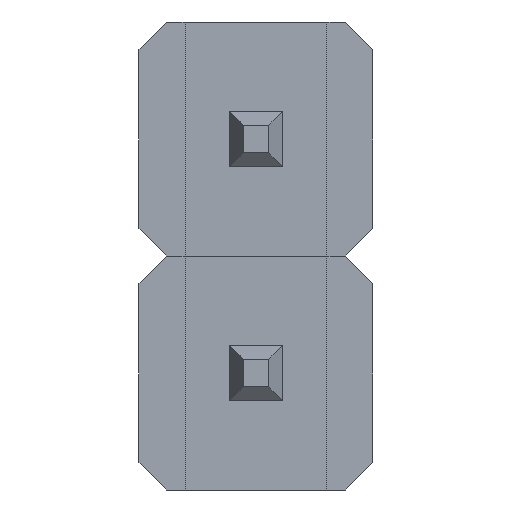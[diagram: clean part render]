
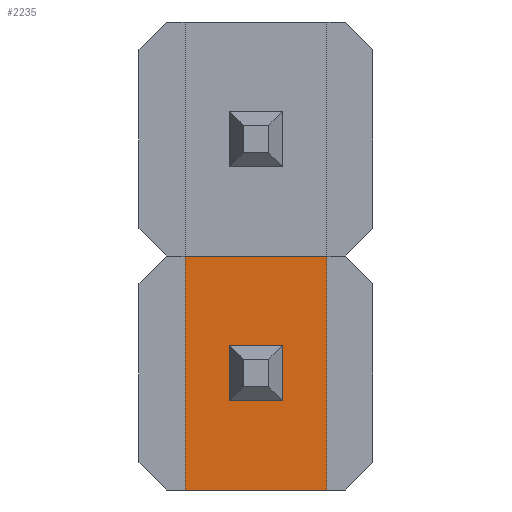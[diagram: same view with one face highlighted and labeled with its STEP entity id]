
A CAD part, front view. The second image highlights one B-rep face of the part: STEP entity #2235.
In plain terms, the highlighted planar face has unit normal (0, -1, 0).
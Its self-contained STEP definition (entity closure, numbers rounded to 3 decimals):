
#25 = VERTEX_POINT ( 'NONE', #1515 ) ;
#150 = EDGE_CURVE ( 'NONE', #209, #2260, #1011, .T. ) ;
#197 = VECTOR ( 'NONE', #1134, 1000. ) ;
#209 = VERTEX_POINT ( 'NONE', #2181 ) ;
#257 = VERTEX_POINT ( 'NONE', #1186 ) ;
#351 = EDGE_CURVE ( 'NONE', #2328, #1629, #2141, .T. ) ;
#366 = EDGE_CURVE ( 'NONE', #257, #2322, #1009, .T. ) ;
#377 = CARTESIAN_POINT ( 'NONE',  ( 0.5, 0.44, -2.54 ) ) ;
#395 = ORIENTED_EDGE ( 'NONE', *, *, #351, .T. ) ;
#398 = CARTESIAN_POINT ( 'NONE',  ( 1.559, 0.44, -1.57 ) ) ;
#456 = VECTOR ( 'NONE', #1067, 1000. ) ;
#536 = DIRECTION ( 'NONE',  ( 0., 0., -1. ) ) ;
#579 = CARTESIAN_POINT ( 'NONE',  ( 1.559, 0.44, -0.97 ) ) ;
#605 = LINE ( 'NONE', #1457, #1740 ) ;
#634 = CARTESIAN_POINT ( 'NONE',  ( 1.559, 0.44, 0. ) ) ;
#647 = DIRECTION ( 'NONE',  ( 0., 0., 1. ) ) ;
#656 = DIRECTION ( 'NONE',  ( 0., 1., 0. ) ) ;
#658 = CARTESIAN_POINT ( 'NONE',  ( 2.04, 0.44, 0. ) ) ;
#690 = PLANE ( 'NONE',  #2182 ) ;
#775 = FACE_BOUND ( 'NONE', #1945, .T. ) ;
#863 = VECTOR ( 'NONE', #536, 1000. ) ;
#890 = DIRECTION ( 'NONE',  ( 0., 0., 1. ) ) ;
#891 = EDGE_CURVE ( 'NONE', #1629, #209, #1802, .T. ) ;
#979 = ORIENTED_EDGE ( 'NONE', *, *, #2536, .T. ) ;
#1009 = LINE ( 'NONE', #1079, #2075 ) ;
#1011 = LINE ( 'NONE', #2719, #1594 ) ;
#1018 = DIRECTION ( 'NONE',  ( -1., 0., 0. ) ) ;
#1029 = CARTESIAN_POINT ( 'NONE',  ( 2.04, 0.44, 0. ) ) ;
#1050 = CARTESIAN_POINT ( 'NONE',  ( 2.04, 0.44, -1.57 ) ) ;
#1054 = DIRECTION ( 'NONE',  ( 0., 0., -1. ) ) ;
#1067 = DIRECTION ( 'NONE',  ( -1., 0., 0. ) ) ;
#1079 = CARTESIAN_POINT ( 'NONE',  ( 0.5, 0.44, 0. ) ) ;
#1134 = DIRECTION ( 'NONE',  ( 0., 0., 1. ) ) ;
#1186 = CARTESIAN_POINT ( 'NONE',  ( 0.5, 0.44, 0. ) ) ;
#1192 = CARTESIAN_POINT ( 'NONE',  ( 0.981, 0.44, 0. ) ) ;
#1193 = VERTEX_POINT ( 'NONE', #1581 ) ;
#1355 = ORIENTED_EDGE ( 'NONE', *, *, #366, .T. ) ;
#1439 = LINE ( 'NONE', #634, #863 ) ;
#1457 = CARTESIAN_POINT ( 'NONE',  ( 0.5, 0.44, 0. ) ) ;
#1515 = CARTESIAN_POINT ( 'NONE',  ( 2.04, 0.44, 0. ) ) ;
#1557 = EDGE_CURVE ( 'NONE', #2322, #1193, #2768, .T. ) ;
#1563 = ORIENTED_EDGE ( 'NONE', *, *, #2551, .T. ) ;
#1581 = CARTESIAN_POINT ( 'NONE',  ( 2.04, 0.44, -2.54 ) ) ;
#1594 = VECTOR ( 'NONE', #2391, 1000. ) ;
#1622 = EDGE_LOOP ( 'NONE', ( #979, #1355, #2390, #1563 ) ) ;
#1625 = ORIENTED_EDGE ( 'NONE', *, *, #891, .T. ) ;
#1629 = VERTEX_POINT ( 'NONE', #1998 ) ;
#1657 = ORIENTED_EDGE ( 'NONE', *, *, #2266, .T. ) ;
#1740 = VECTOR ( 'NONE', #1018, 1000. ) ;
#1802 = LINE ( 'NONE', #1192, #197 ) ;
#1945 = EDGE_LOOP ( 'NONE', ( #395, #1625, #2715, #1657 ) ) ;
#1973 = FACE_OUTER_BOUND ( 'NONE', #1622, .T. ) ;
#1998 = CARTESIAN_POINT ( 'NONE',  ( 0.981, 0.44, -1.57 ) ) ;
#2075 = VECTOR ( 'NONE', #1054, 1000. ) ;
#2125 = VECTOR ( 'NONE', #2148, 1000. ) ;
#2141 = LINE ( 'NONE', #1050, #456 ) ;
#2148 = DIRECTION ( 'NONE',  ( 1., 0., 0. ) ) ;
#2181 = CARTESIAN_POINT ( 'NONE',  ( 0.981, 0.44, -0.97 ) ) ;
#2182 = AXIS2_PLACEMENT_3D ( 'NONE', #658, #656, #647 ) ;
#2184 = CARTESIAN_POINT ( 'NONE',  ( 0.5, 0.44, -2.54 ) ) ;
#2235 = ADVANCED_FACE ( 'NONE', ( #775, #1973 ), #690, .F. ) ;
#2237 = VECTOR ( 'NONE', #890, 1000. ) ;
#2260 = VERTEX_POINT ( 'NONE', #579 ) ;
#2266 = EDGE_CURVE ( 'NONE', #2260, #2328, #1439, .T. ) ;
#2304 = LINE ( 'NONE', #1029, #2237 ) ;
#2322 = VERTEX_POINT ( 'NONE', #377 ) ;
#2328 = VERTEX_POINT ( 'NONE', #398 ) ;
#2390 = ORIENTED_EDGE ( 'NONE', *, *, #1557, .T. ) ;
#2391 = DIRECTION ( 'NONE',  ( 1., 0., 0. ) ) ;
#2536 = EDGE_CURVE ( 'NONE', #25, #257, #605, .T. ) ;
#2551 = EDGE_CURVE ( 'NONE', #1193, #25, #2304, .T. ) ;
#2715 = ORIENTED_EDGE ( 'NONE', *, *, #150, .T. ) ;
#2719 = CARTESIAN_POINT ( 'NONE',  ( 2.04, 0.44, -0.97 ) ) ;
#2768 = LINE ( 'NONE', #2184, #2125 ) ;
